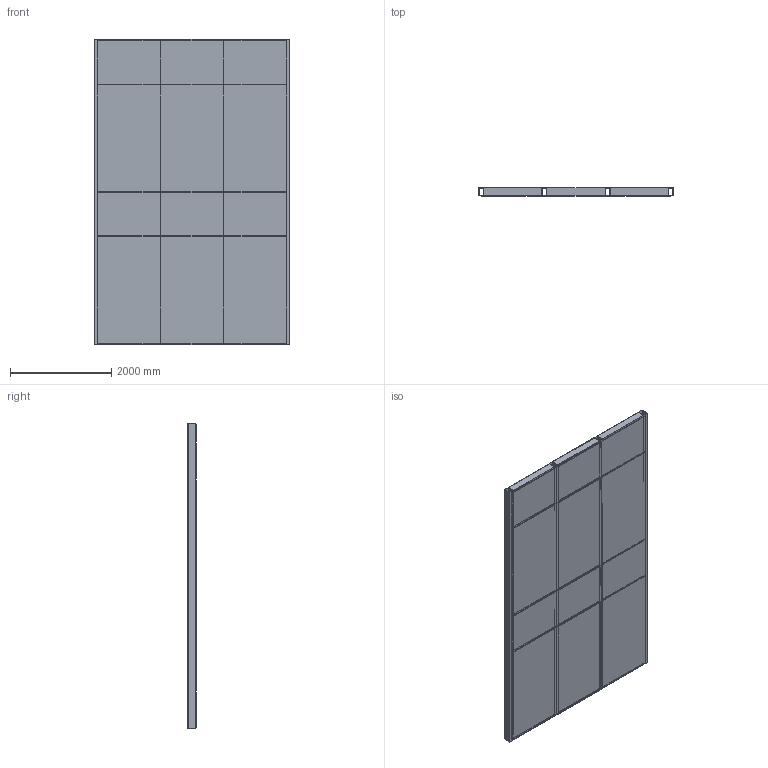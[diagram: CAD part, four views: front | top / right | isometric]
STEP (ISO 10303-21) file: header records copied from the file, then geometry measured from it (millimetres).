
FILE_DESCRIPTION(('FreeCAD Model'),'2;1');
FILE_NAME('Structural glazing.step','2016-10-10T14:29:23',('Author'),(''), 'Open CASCADE STEP processor 6.8','FreeCAD','Unknown');
FILE_SCHEMA(('AUTOMOTIVE_DESIGN_CC2 { 1 2 10303 214 -1 1 5 4 }'));
Length unit declared in the file: millimetre
Products named in the file (5): ASSEMBLY; Vertical_frames; Horizontal_frames; Glasses; Secundary_frames
Assembly tree (4 placements, depth 2):
  ASSEMBLY
    Vertical_frames
    Horizontal_frames
    Glasses
    Secundary_frames
Bounding box: 3850 x 160 x 6050 mm (x, y, z)
Volume: 309117000 mm3; surface area: 80029800 mm2
Topology: 31 solids, 31 shells, 262 faces, 600 edges, 400 vertices
Faces by surface type: plane 262
Entity records: 15407 total; most frequent: CARTESIAN_POINT 2467, DIRECTION 2334, LINE 1800, VECTOR 1800, ORIENTED_EDGE 1200, PCURVE 1200, DEFINITIONAL_REPRESENTATION 1200, EDGE_CURVE 600
